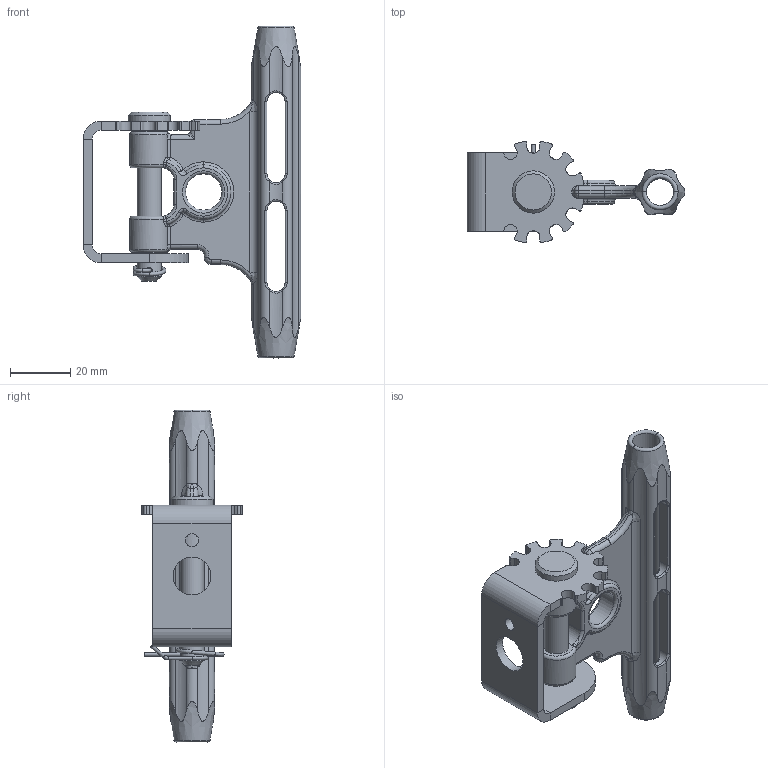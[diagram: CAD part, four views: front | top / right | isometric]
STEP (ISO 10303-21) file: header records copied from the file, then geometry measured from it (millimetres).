
FILE_DESCRIPTION(/* description */ ('PLEASE STATE GENERIC DESCRIPTION'),/* implementation_level */ '2;1');
FILE_NAME(/* name */ '198-INT.stp',/* time_stamp */ '2016-02-09T17:44:39+00:00',/* author */ ('jslaven'),/* organization */ (''),/* preprocessor_version */ 'ST-DEVELOPER v15.2',/* originating_system */ 'Autodesk Inventor 2014',/* authorisation */ '');
FILE_SCHEMA (('CONFIG_CONTROL_DESIGN'));
Length unit declared in the file: millimetre
Products named in the file (1): Part35
Bounding box: 72.19 x 33.56 x 110 mm (x, y, z)
Volume: 27919.3 mm3; surface area: 20716.7 mm2
Topology: 2 solids, 2 shells, 338 faces, 873 edges, 526 vertices
Faces by surface type: cylinder 132, bspline 73, plane 61, torus 60, sphere 8, cone 4
Full cylindrical faces by diameter (mm): 1.194 x4, 2 x1, 4.25 x1, 8 x1, 8.4 x2, 8.5 x2, 9 x1, 12 x1, 12.5 x1, 14 x1
Entity records: 25629 total; most frequent: CARTESIAN_POINT 17638, ORIENTED_EDGE 1650, DIRECTION 1534, EDGE_CURVE 825, AXIS2_PLACEMENT_3D 640, VERTEX_POINT 512, EDGE_LOOP 383, CIRCLE 366
